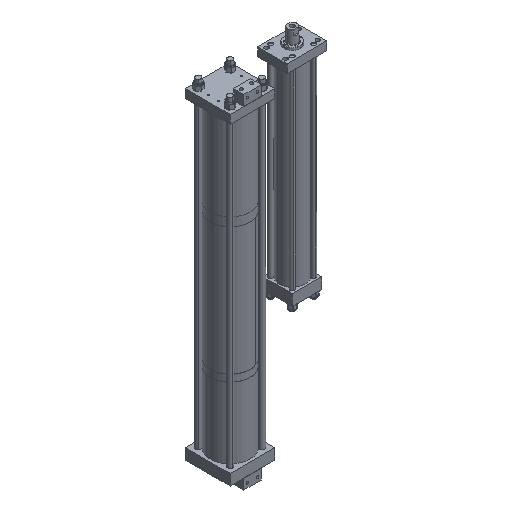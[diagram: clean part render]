
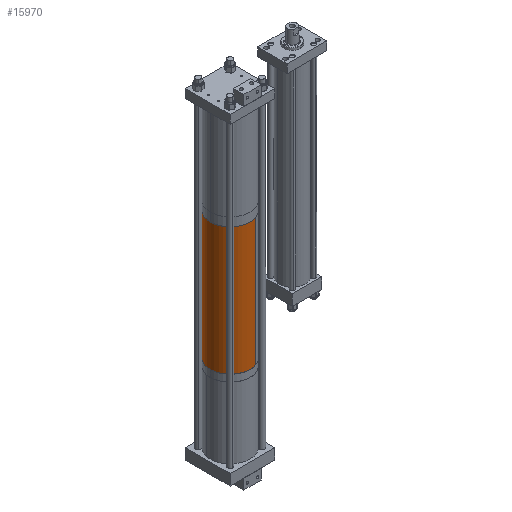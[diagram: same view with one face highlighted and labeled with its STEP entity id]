
A CAD part, isometric view. The second image highlights one B-rep face of the part: STEP entity #15970.
In plain terms, the highlighted cylindrical face has radius 73.025 mm (diameter 146.05 mm), a partial arc.
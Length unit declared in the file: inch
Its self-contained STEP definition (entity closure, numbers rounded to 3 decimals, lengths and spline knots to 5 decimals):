
#35 = LINE ( 'NONE', #12508, #8525 ) ;
#289 = EDGE_LOOP ( 'NONE', ( #5054, #6157, #15138, #9541 ) ) ;
#311 = DIRECTION ( 'NONE',  ( 0., 0., -1. ) ) ;
#767 = VERTEX_POINT ( 'NONE', #1065 ) ;
#1065 = CARTESIAN_POINT ( 'NONE',  ( -2.875, 0., 0. ) ) ;
#1554 = DIRECTION ( 'NONE',  ( -1., 0., 0. ) ) ;
#2161 = DIRECTION ( 'NONE',  ( 0., 0., 1. ) ) ;
#2390 = VERTEX_POINT ( 'NONE', #16512 ) ;
#2431 = AXIS2_PLACEMENT_3D ( 'NONE', #3241, #2161, #4617 ) ;
#3241 = CARTESIAN_POINT ( 'NONE',  ( 0., 0., 18.509 ) ) ;
#3640 = CARTESIAN_POINT ( 'NONE',  ( 2.875, 0., 18.509 ) ) ;
#4617 = DIRECTION ( 'NONE',  ( 1., 0., 0. ) ) ;
#5054 = ORIENTED_EDGE ( 'NONE', *, *, #9913, .F. ) ;
#6157 = ORIENTED_EDGE ( 'NONE', *, *, #13794, .F. ) ;
#6179 = LINE ( 'NONE', #12144, #14018 ) ;
#6441 = EDGE_CURVE ( 'NONE', #6752, #767, #35, .T. ) ;
#6716 = VERTEX_POINT ( 'NONE', #3640 ) ;
#6752 = VERTEX_POINT ( 'NONE', #14350 ) ;
#7219 = FACE_OUTER_BOUND ( 'NONE', #289, .T. ) ;
#8458 = DIRECTION ( 'NONE',  ( 0., 0., 1. ) ) ;
#8525 = VECTOR ( 'NONE', #14903, 39.37008 ) ;
#8979 = AXIS2_PLACEMENT_3D ( 'NONE', #16050, #8458, #9634 ) ;
#9239 = CYLINDRICAL_SURFACE ( 'NONE', #15289, 2.875 ) ;
#9387 = CIRCLE ( 'NONE', #8979, 2.875 ) ;
#9541 = ORIENTED_EDGE ( 'NONE', *, *, #11542, .T. ) ;
#9634 = DIRECTION ( 'NONE',  ( 1., 0., 0. ) ) ;
#9913 = EDGE_CURVE ( 'NONE', #6716, #2390, #6179, .T. ) ;
#11542 = EDGE_CURVE ( 'NONE', #767, #2390, #9387, .T. ) ;
#11973 = DIRECTION ( 'NONE',  ( 0., 0., -1. ) ) ;
#12144 = CARTESIAN_POINT ( 'NONE',  ( 2.875, 0., 18.509 ) ) ;
#12508 = CARTESIAN_POINT ( 'NONE',  ( -2.875, 0., 18.509 ) ) ;
#13794 = EDGE_CURVE ( 'NONE', #6752, #6716, #14887, .T. ) ;
#14018 = VECTOR ( 'NONE', #11973, 39.37008 ) ;
#14169 = CARTESIAN_POINT ( 'NONE',  ( 0., 0., 18.509 ) ) ;
#14350 = CARTESIAN_POINT ( 'NONE',  ( -2.875, 0., 18.509 ) ) ;
#14887 = CIRCLE ( 'NONE', #2431, 2.875 ) ;
#14903 = DIRECTION ( 'NONE',  ( 0., 0., -1. ) ) ;
#15138 = ORIENTED_EDGE ( 'NONE', *, *, #6441, .T. ) ;
#15289 = AXIS2_PLACEMENT_3D ( 'NONE', #14169, #311, #1554 ) ;
#15970 = ADVANCED_FACE ( 'NONE', ( #7219 ), #9239, .T. ) ;
#16050 = CARTESIAN_POINT ( 'NONE',  ( 0., 0., 0. ) ) ;
#16512 = CARTESIAN_POINT ( 'NONE',  ( 2.875, 0., 0. ) ) ;
